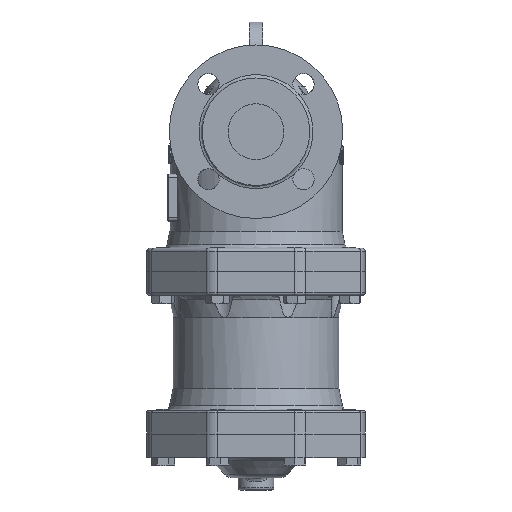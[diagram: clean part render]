
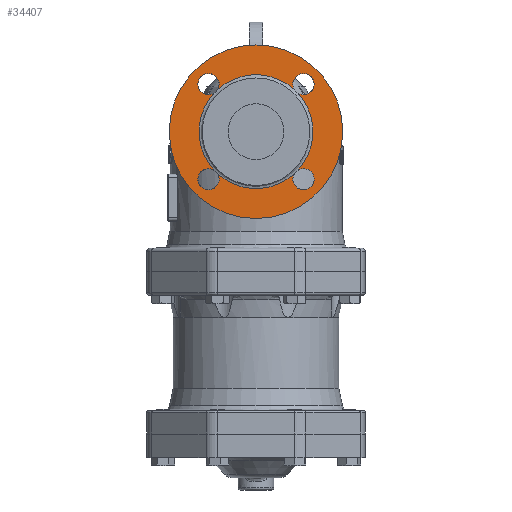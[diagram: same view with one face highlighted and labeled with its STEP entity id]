
A CAD part, left-side view. The second image highlights one B-rep face of the part: STEP entity #34407.
In plain terms, the highlighted free-form (B-spline) face has degree [1, 1] with [2, 2] control points.
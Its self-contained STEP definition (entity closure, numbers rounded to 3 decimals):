
#34195=CARTESIAN_POINT('',(-125.,34.294,87.484));
#34196=VERTEX_POINT('',#34195);
#34197=CARTESIAN_POINT('',(-125.,-34.294,87.484));
#34198=VERTEX_POINT('',#34197);
#34199=CARTESIAN_POINT('',(-125.,0.0,125.));
#34200=DIRECTION('',(-1.0,0.0,0.0));
#34201=DIRECTION('',(0.0,0.0,1.0));
#34202=AXIS2_PLACEMENT_3D('',#34199,#34200,#34201);
#34203=CIRCLE('',#34202,50.828);
#34204=EDGE_CURVE('',#34196,#34198,#34203,.T.);
#34206=CARTESIAN_POINT('',(-125.,-37.516,90.706));
#34207=VERTEX_POINT('',#34206);
#34227=CARTESIAN_POINT('',(-125.,-37.516,159.294));
#34228=VERTEX_POINT('',#34227);
#34229=CARTESIAN_POINT('',(-125.,0.0,125.));
#34230=DIRECTION('',(-1.0,0.0,0.0));
#34231=DIRECTION('',(0.0,0.0,1.0));
#34232=AXIS2_PLACEMENT_3D('',#34229,#34230,#34231);
#34233=CIRCLE('',#34232,50.828);
#34234=EDGE_CURVE('',#34207,#34228,#34233,.T.);
#34236=CARTESIAN_POINT('',(-125.,-34.294,162.516));
#34237=VERTEX_POINT('',#34236);
#34257=CARTESIAN_POINT('',(-125.,34.294,162.516));
#34258=VERTEX_POINT('',#34257);
#34259=CARTESIAN_POINT('',(-125.,0.0,125.));
#34260=DIRECTION('',(-1.0,0.0,0.0));
#34261=DIRECTION('',(0.0,0.0,1.0));
#34262=AXIS2_PLACEMENT_3D('',#34259,#34260,#34261);
#34263=CIRCLE('',#34262,50.828);
#34264=EDGE_CURVE('',#34237,#34258,#34263,.T.);
#34266=CARTESIAN_POINT('',(-125.,37.516,159.294));
#34267=VERTEX_POINT('',#34266);
#34287=CARTESIAN_POINT('',(-125.,37.516,90.706));
#34288=VERTEX_POINT('',#34287);
#34289=CARTESIAN_POINT('',(-125.,0.0,125.));
#34290=DIRECTION('',(-1.0,0.0,0.0));
#34291=DIRECTION('',(0.0,0.0,1.0));
#34292=AXIS2_PLACEMENT_3D('',#34289,#34290,#34291);
#34293=CIRCLE('',#34292,50.828);
#34294=EDGE_CURVE('',#34267,#34288,#34293,.T.);
#34357=CARTESIAN_POINT('',(-125.,77.5,202.5));
#34358=CARTESIAN_POINT('',(-125.,77.5,47.5));
#34359=CARTESIAN_POINT('',(-125.,-77.5,202.5));
#34360=CARTESIAN_POINT('',(-125.,-77.5,47.5));
#34361=B_SPLINE_SURFACE_WITH_KNOTS('',1,1,((#34357,#34359),(#34358,#34360)),.UNSPECIFIED.,.F.,.F.,.U.,(2,2),(2,2),(0.0,155.0),(0.0,155.0),.UNSPECIFIED.);
#34362=CARTESIAN_POINT('',(-125.,0.0,202.5));
#34363=VERTEX_POINT('',#34362);
#34364=CARTESIAN_POINT('',(-125.,0.0,125.));
#34365=DIRECTION('',(-1.0,0.0,0.0));
#34366=DIRECTION('',(0.0,0.0,1.0));
#34367=AXIS2_PLACEMENT_3D('',#34364,#34365,#34366);
#34368=CIRCLE('',#34367,77.5);
#34369=EDGE_CURVE('',#34363,#34363,#34368,.T.);
#34370=ORIENTED_EDGE('',*,*,#34369,.T.);
#34371=EDGE_LOOP('',(#34370));
#34372=FACE_OUTER_BOUND('',#34371,.T.);
#34373=ORIENTED_EDGE('',*,*,#34204,.F.);
#34374=CARTESIAN_POINT('',(-125.,42.426,82.574));
#34375=DIRECTION('',(1.0,0.0,0.0));
#34376=DIRECTION('',(0.0,-1.0,0.0));
#34377=AXIS2_PLACEMENT_3D('',#34374,#34375,#34376);
#34378=CIRCLE('',#34377,9.5);
#34379=EDGE_CURVE('',#34196,#34288,#34378,.T.);
#34380=ORIENTED_EDGE('',*,*,#34379,.T.);
#34381=ORIENTED_EDGE('',*,*,#34294,.F.);
#34382=CARTESIAN_POINT('',(-125.,42.426,167.426));
#34383=DIRECTION('',(1.0,0.0,0.0));
#34384=DIRECTION('',(0.0,0.0,-1.0));
#34385=AXIS2_PLACEMENT_3D('',#34382,#34383,#34384);
#34386=CIRCLE('',#34385,9.5);
#34387=EDGE_CURVE('',#34267,#34258,#34386,.T.);
#34388=ORIENTED_EDGE('',*,*,#34387,.T.);
#34389=ORIENTED_EDGE('',*,*,#34264,.F.);
#34390=CARTESIAN_POINT('',(-125.,-42.426,167.426));
#34391=DIRECTION('',(1.0,0.0,0.0));
#34392=DIRECTION('',(0.0,1.0,0.0));
#34393=AXIS2_PLACEMENT_3D('',#34390,#34391,#34392);
#34394=CIRCLE('',#34393,9.5);
#34395=EDGE_CURVE('',#34237,#34228,#34394,.T.);
#34396=ORIENTED_EDGE('',*,*,#34395,.T.);
#34397=ORIENTED_EDGE('',*,*,#34234,.F.);
#34398=CARTESIAN_POINT('',(-125.,-42.426,82.574));
#34399=DIRECTION('',(1.0,0.0,0.0));
#34400=DIRECTION('',(0.0,0.0,1.0));
#34401=AXIS2_PLACEMENT_3D('',#34398,#34399,#34400);
#34402=CIRCLE('',#34401,9.5);
#34403=EDGE_CURVE('',#34207,#34198,#34402,.T.);
#34404=ORIENTED_EDGE('',*,*,#34403,.T.);
#34405=EDGE_LOOP('',(#34373,#34380,#34381,#34388,#34389,#34396,#34397,#34404));
#34406=FACE_BOUND('',#34405,.T.);
#34407=ADVANCED_FACE('',(#34372,#34406),#34361,.T.);
